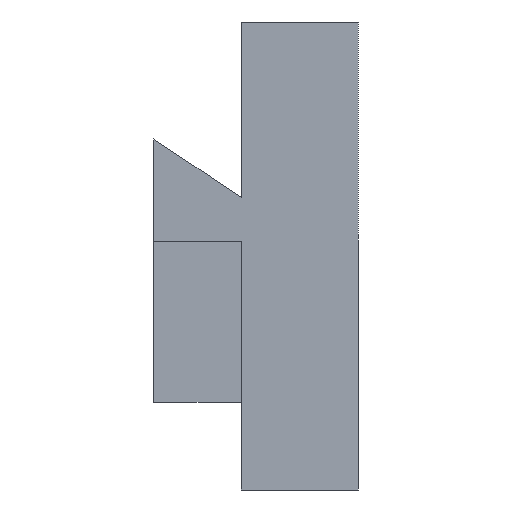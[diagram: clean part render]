
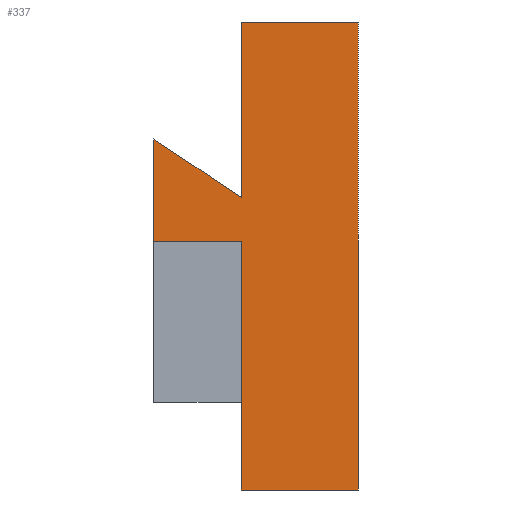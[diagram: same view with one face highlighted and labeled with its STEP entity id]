
A CAD part, front view. The second image highlights one B-rep face of the part: STEP entity #337.
In plain terms, the highlighted planar face has unit normal (0, -1, 0).
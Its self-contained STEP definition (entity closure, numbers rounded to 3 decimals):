
#31=FACE_OUTER_BOUND('',#48,.T.);
#48=EDGE_LOOP('',(#296,#297,#298,#299,#300,#301,#302,#303));
#64=LINE('',#494,#109);
#67=LINE('',#499,#112);
#73=LINE('',#511,#118);
#76=LINE('',#517,#121);
#82=LINE('',#529,#127);
#85=LINE('',#535,#130);
#88=LINE('',#541,#133);
#91=LINE('',#546,#136);
#109=VECTOR('',#405,10.);
#112=VECTOR('',#410,10.);
#118=VECTOR('',#418,10.);
#121=VECTOR('',#423,10.);
#127=VECTOR('',#435,10.);
#130=VECTOR('',#440,10.);
#133=VECTOR('',#445,10.);
#136=VECTOR('',#450,10.);
#151=VERTEX_POINT('',#491);
#152=VERTEX_POINT('',#493);
#153=VERTEX_POINT('',#497);
#158=VERTEX_POINT('',#509);
#160=VERTEX_POINT('',#514);
#163=VERTEX_POINT('',#528);
#165=VERTEX_POINT('',#534);
#167=VERTEX_POINT('',#540);
#184=EDGE_CURVE('',#151,#152,#64,.T.);
#187=EDGE_CURVE('',#153,#151,#67,.T.);
#193=EDGE_CURVE('',#158,#153,#73,.T.);
#196=EDGE_CURVE('',#160,#152,#76,.T.);
#202=EDGE_CURVE('',#160,#163,#82,.T.);
#205=EDGE_CURVE('',#165,#158,#85,.T.);
#208=EDGE_CURVE('',#167,#165,#88,.T.);
#211=EDGE_CURVE('',#163,#167,#91,.T.);
#296=ORIENTED_EDGE('',*,*,#184,.F.);
#297=ORIENTED_EDGE('',*,*,#187,.F.);
#298=ORIENTED_EDGE('',*,*,#193,.F.);
#299=ORIENTED_EDGE('',*,*,#205,.F.);
#300=ORIENTED_EDGE('',*,*,#208,.F.);
#301=ORIENTED_EDGE('',*,*,#211,.F.);
#302=ORIENTED_EDGE('',*,*,#202,.F.);
#303=ORIENTED_EDGE('',*,*,#196,.T.);
#320=PLANE('',#377);
#337=ADVANCED_FACE('',(#31),#320,.F.);
#377=AXIS2_PLACEMENT_3D('',#551,#457,#458);
#405=DIRECTION('',(0.,0.,1.));
#410=DIRECTION('',(-1.,0.,0.));
#418=DIRECTION('',(0.,0.,-1.));
#423=DIRECTION('',(1.,0.,0.));
#435=DIRECTION('',(0.,0.,1.));
#440=DIRECTION('',(1.,0.,0.));
#445=DIRECTION('',(0.,0.,1.));
#450=DIRECTION('',(0.832,0.,-0.555));
#457=DIRECTION('center_axis',(0.,1.,0.));
#458=DIRECTION('ref_axis',(0.,0.,1.));
#491=CARTESIAN_POINT('',(-4.,0.,-16.));
#493=CARTESIAN_POINT('',(-4.,0.,-7.5));
#494=CARTESIAN_POINT('',(-4.,0.,-16.));
#497=CARTESIAN_POINT('',(0.,0.,-16.));
#499=CARTESIAN_POINT('',(0.,0.,-16.));
#509=CARTESIAN_POINT('',(0.,0.,0.));
#511=CARTESIAN_POINT('',(0.,0.,0.));
#514=CARTESIAN_POINT('',(-7.,0.,-7.5));
#517=CARTESIAN_POINT('',(-5.057,0.,-7.5));
#528=CARTESIAN_POINT('',(-7.,0.,-4.));
#529=CARTESIAN_POINT('',(-7.,0.,-13.));
#534=CARTESIAN_POINT('',(-4.,0.,0.));
#535=CARTESIAN_POINT('',(-4.,0.,0.));
#540=CARTESIAN_POINT('',(-4.,0.,-6.));
#541=CARTESIAN_POINT('',(-4.,0.,-6.));
#546=CARTESIAN_POINT('',(-7.,0.,-4.));
#551=CARTESIAN_POINT('Origin',(-3.113,0.,-7.963));
